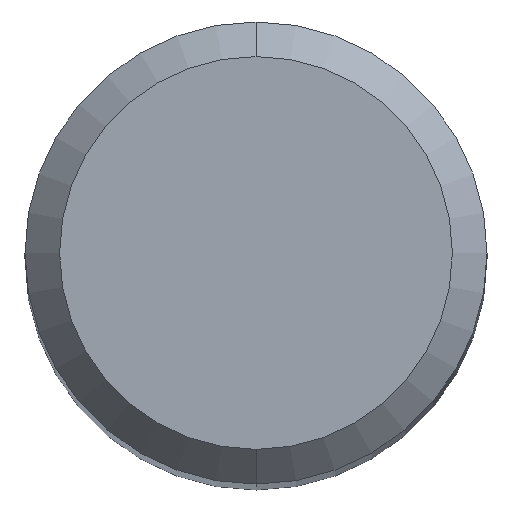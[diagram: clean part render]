
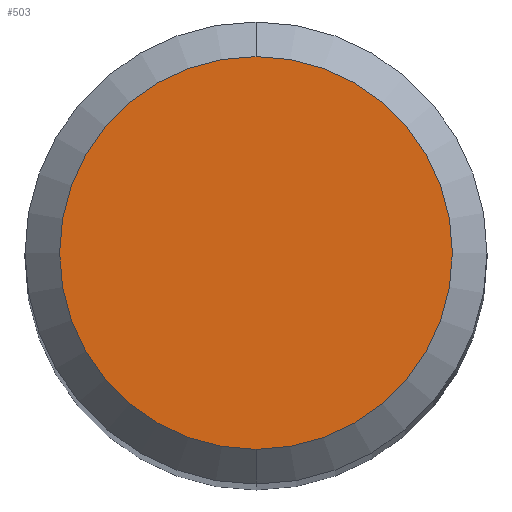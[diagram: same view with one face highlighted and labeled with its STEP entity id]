
A CAD part, top view. The second image highlights one B-rep face of the part: STEP entity #503.
In plain terms, the highlighted planar face has unit normal (0, 0, 1).
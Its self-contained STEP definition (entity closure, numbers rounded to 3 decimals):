
#251=VERTEX_POINT('',#684);
#261=VERTEX_POINT('',#695);
#425=EDGE_CURVE('',#251,#261,#871,.T.);
#503=ADVANCED_FACE('',(#957),#958,.T.);
#595=EDGE_CURVE('',#261,#251,#1059,.T.);
#684=CARTESIAN_POINT('',(0.0,1.7,0.0));
#695=CARTESIAN_POINT('',(0.,-1.7,0.0));
#871=CIRCLE('',#1503,1.7);
#957=FACE_OUTER_BOUND('',#1639,.T.);
#958=PLANE('',#1640);
#1059=CIRCLE('',#1803,1.7);
#1503=AXIS2_PLACEMENT_3D('',#2148,#2149,#2150);
#1639=EDGE_LOOP('',(#2271,#2272));
#1640=AXIS2_PLACEMENT_3D('',#2273,#2274,#2275);
#1803=AXIS2_PLACEMENT_3D('',#2419,#2420,#2421);
#2148=CARTESIAN_POINT('',(0.0,0.0,0.0));
#2149=DIRECTION('',(0.0,0.0,-1.0));
#2150=DIRECTION('',(0.0,1.0,0.0));
#2271=ORIENTED_EDGE('',*,*,#425,.F.);
#2272=ORIENTED_EDGE('',*,*,#595,.F.);
#2273=CARTESIAN_POINT('',(0.0,0.85,0.0));
#2274=DIRECTION('',(-0.0,0.0,1.0));
#2275=DIRECTION('',(0.0,-1.0,0.0));
#2419=CARTESIAN_POINT('',(0.0,0.0,0.0));
#2420=DIRECTION('',(0.0,0.0,-1.0));
#2421=DIRECTION('',(0.0,1.0,0.0));
